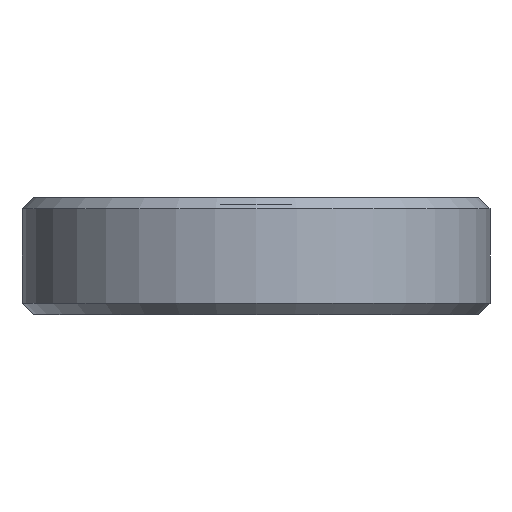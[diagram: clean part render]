
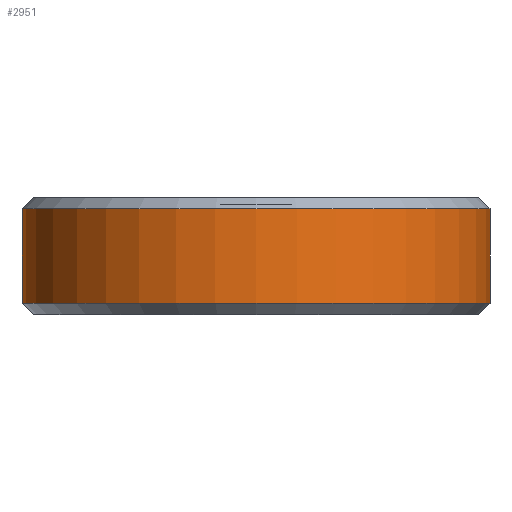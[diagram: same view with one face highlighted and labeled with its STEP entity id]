
A CAD part, left-side view. The second image highlights one B-rep face of the part: STEP entity #2951.
In plain terms, the highlighted cylindrical face has radius 6.25 mm (diameter 12.5 mm), a partial arc.
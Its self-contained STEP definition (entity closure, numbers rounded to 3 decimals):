
#144 = VERTEX_POINT('',#145);
#145 = CARTESIAN_POINT('',(0.,-6.25,0.3));
#161 = CONICAL_SURFACE('',#162,6.25,0.785);
#162 = AXIS2_PLACEMENT_3D('',#163,#164,#165);
#163 = CARTESIAN_POINT('',(0.,0.,0.3));
#164 = DIRECTION('',(0.,0.,1.));
#165 = DIRECTION('',(0.,1.,0.));
#187 = PLANE('',#188);
#188 = AXIS2_PLACEMENT_3D('',#189,#190,#191);
#189 = CARTESIAN_POINT('',(237.5,-6.25,0.));
#190 = DIRECTION('',(0.,-1.,0.));
#191 = DIRECTION('',(-1.,0.,0.));
#290 = PLANE('',#291);
#291 = AXIS2_PLACEMENT_3D('',#292,#293,#294);
#292 = CARTESIAN_POINT('',(237.5,6.25,0.));
#293 = DIRECTION('',(0.,-1.,0.));
#294 = DIRECTION('',(-1.,0.,0.));
#1464 = VERTEX_POINT('',#1465);
#1465 = CARTESIAN_POINT('',(0.,6.25,0.3));
#1512 = EDGE_CURVE('',#1464,#144,#1513,.T.);
#1513 = SURFACE_CURVE('',#1514,(#1519,#1526),.PCURVE_S1.);
#1514 = CIRCLE('',#1515,6.25);
#1515 = AXIS2_PLACEMENT_3D('',#1516,#1517,#1518);
#1516 = CARTESIAN_POINT('',(0.,0.,0.3));
#1517 = DIRECTION('',(0.,-0.,1.));
#1518 = DIRECTION('',(0.,1.,0.));
#1519 = PCURVE('',#161,#1520);
#1520 = DEFINITIONAL_REPRESENTATION('',(#1521),#1525);
#1521 = LINE('',#1522,#1523);
#1522 = CARTESIAN_POINT('',(0.,-0.));
#1523 = VECTOR('',#1524,1.);
#1524 = DIRECTION('',(1.,-0.));
#1525 = ( GEOMETRIC_REPRESENTATION_CONTEXT(2) 
PARAMETRIC_REPRESENTATION_CONTEXT() REPRESENTATION_CONTEXT('2D SPACE',''
  ) );
#1526 = PCURVE('',#1527,#1532);
#1527 = CYLINDRICAL_SURFACE('',#1528,6.25);
#1528 = AXIS2_PLACEMENT_3D('',#1529,#1530,#1531);
#1529 = CARTESIAN_POINT('',(0.,0.,0.));
#1530 = DIRECTION('',(-0.,-0.,-1.));
#1531 = DIRECTION('',(1.,0.,0.));
#1532 = DEFINITIONAL_REPRESENTATION('',(#1533),#1537);
#1533 = LINE('',#1534,#1535);
#1534 = CARTESIAN_POINT('',(-1.571,-0.3));
#1535 = VECTOR('',#1536,1.);
#1536 = DIRECTION('',(-1.,0.));
#1537 = ( GEOMETRIC_REPRESENTATION_CONTEXT(2) 
PARAMETRIC_REPRESENTATION_CONTEXT() REPRESENTATION_CONTEXT('2D SPACE',''
  ) );
#1546 = VERTEX_POINT('',#1547);
#1547 = CARTESIAN_POINT('',(0.,-6.25,2.825));
#1573 = EDGE_CURVE('',#144,#1546,#1574,.T.);
#1574 = SURFACE_CURVE('',#1575,(#1579,#1586),.PCURVE_S1.);
#1575 = LINE('',#1576,#1577);
#1576 = CARTESIAN_POINT('',(0.,-6.25,0.));
#1577 = VECTOR('',#1578,1.);
#1578 = DIRECTION('',(0.,0.,1.));
#1579 = PCURVE('',#187,#1580);
#1580 = DEFINITIONAL_REPRESENTATION('',(#1581),#1585);
#1581 = LINE('',#1582,#1583);
#1582 = CARTESIAN_POINT('',(237.5,0.));
#1583 = VECTOR('',#1584,1.);
#1584 = DIRECTION('',(0.,-1.));
#1585 = ( GEOMETRIC_REPRESENTATION_CONTEXT(2) 
PARAMETRIC_REPRESENTATION_CONTEXT() REPRESENTATION_CONTEXT('2D SPACE',''
  ) );
#1586 = PCURVE('',#1527,#1587);
#1587 = DEFINITIONAL_REPRESENTATION('',(#1588),#1592);
#1588 = LINE('',#1589,#1590);
#1589 = CARTESIAN_POINT('',(-4.712,0.));
#1590 = VECTOR('',#1591,1.);
#1591 = DIRECTION('',(-0.,-1.));
#1592 = ( GEOMETRIC_REPRESENTATION_CONTEXT(2) 
PARAMETRIC_REPRESENTATION_CONTEXT() REPRESENTATION_CONTEXT('2D SPACE',''
  ) );
#1682 = VERTEX_POINT('',#1683);
#1683 = CARTESIAN_POINT('',(0.,6.25,2.825));
#1704 = EDGE_CURVE('',#1464,#1682,#1705,.T.);
#1705 = SURFACE_CURVE('',#1706,(#1710,#1717),.PCURVE_S1.);
#1706 = LINE('',#1707,#1708);
#1707 = CARTESIAN_POINT('',(0.,6.25,0.));
#1708 = VECTOR('',#1709,1.);
#1709 = DIRECTION('',(0.,0.,1.));
#1710 = PCURVE('',#290,#1711);
#1711 = DEFINITIONAL_REPRESENTATION('',(#1712),#1716);
#1712 = LINE('',#1713,#1714);
#1713 = CARTESIAN_POINT('',(237.5,0.));
#1714 = VECTOR('',#1715,1.);
#1715 = DIRECTION('',(0.,-1.));
#1716 = ( GEOMETRIC_REPRESENTATION_CONTEXT(2) 
PARAMETRIC_REPRESENTATION_CONTEXT() REPRESENTATION_CONTEXT('2D SPACE',''
  ) );
#1717 = PCURVE('',#1527,#1718);
#1718 = DEFINITIONAL_REPRESENTATION('',(#1719),#1723);
#1719 = LINE('',#1720,#1721);
#1720 = CARTESIAN_POINT('',(-1.571,0.));
#1721 = VECTOR('',#1722,1.);
#1722 = DIRECTION('',(-0.,-1.));
#1723 = ( GEOMETRIC_REPRESENTATION_CONTEXT(2) 
PARAMETRIC_REPRESENTATION_CONTEXT() REPRESENTATION_CONTEXT('2D SPACE',''
  ) );
#2951 = ADVANCED_FACE('',(#2952),#1527,.T.);
#2952 = FACE_BOUND('',#2953,.F.);
#2953 = EDGE_LOOP('',(#2954,#2955,#2982,#2983));
#2954 = ORIENTED_EDGE('',*,*,#1704,.T.);
#2955 = ORIENTED_EDGE('',*,*,#2956,.T.);
#2956 = EDGE_CURVE('',#1682,#1546,#2957,.T.);
#2957 = SURFACE_CURVE('',#2958,(#2963,#2970),.PCURVE_S1.);
#2958 = CIRCLE('',#2959,6.25);
#2959 = AXIS2_PLACEMENT_3D('',#2960,#2961,#2962);
#2960 = CARTESIAN_POINT('',(0.,0.,2.825));
#2961 = DIRECTION('',(0.,-0.,1.));
#2962 = DIRECTION('',(0.,1.,0.));
#2963 = PCURVE('',#1527,#2964);
#2964 = DEFINITIONAL_REPRESENTATION('',(#2965),#2969);
#2965 = LINE('',#2966,#2967);
#2966 = CARTESIAN_POINT('',(-1.571,-2.825));
#2967 = VECTOR('',#2968,1.);
#2968 = DIRECTION('',(-1.,0.));
#2969 = ( GEOMETRIC_REPRESENTATION_CONTEXT(2) 
PARAMETRIC_REPRESENTATION_CONTEXT() REPRESENTATION_CONTEXT('2D SPACE',''
  ) );
#2970 = PCURVE('',#2971,#2976);
#2971 = CONICAL_SURFACE('',#2972,6.25,0.785);
#2972 = AXIS2_PLACEMENT_3D('',#2973,#2974,#2975);
#2973 = CARTESIAN_POINT('',(0.,0.,2.825));
#2974 = DIRECTION('',(-0.,-0.,-1.));
#2975 = DIRECTION('',(0.,1.,0.));
#2976 = DEFINITIONAL_REPRESENTATION('',(#2977),#2981);
#2977 = LINE('',#2978,#2979);
#2978 = CARTESIAN_POINT('',(-0.,-0.));
#2979 = VECTOR('',#2980,1.);
#2980 = DIRECTION('',(-1.,-0.));
#2981 = ( GEOMETRIC_REPRESENTATION_CONTEXT(2) 
PARAMETRIC_REPRESENTATION_CONTEXT() REPRESENTATION_CONTEXT('2D SPACE',''
  ) );
#2982 = ORIENTED_EDGE('',*,*,#1573,.F.);
#2983 = ORIENTED_EDGE('',*,*,#1512,.F.);
